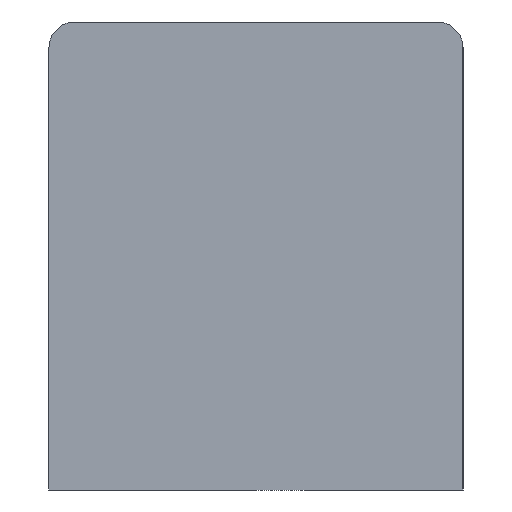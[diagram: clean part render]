
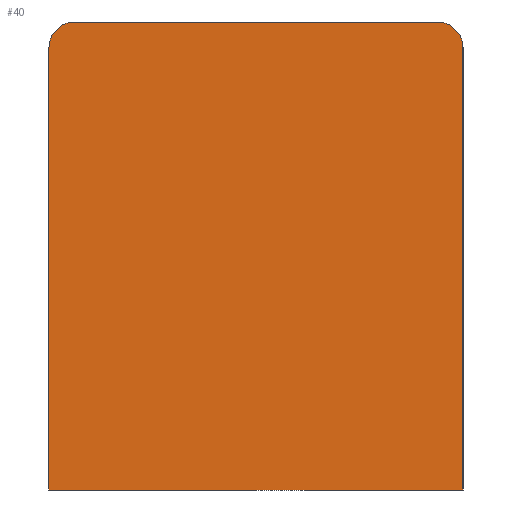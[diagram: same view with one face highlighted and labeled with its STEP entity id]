
A CAD part, left-side view. The second image highlights one B-rep face of the part: STEP entity #40.
In plain terms, the highlighted planar face has unit normal (-1, 0, 0).
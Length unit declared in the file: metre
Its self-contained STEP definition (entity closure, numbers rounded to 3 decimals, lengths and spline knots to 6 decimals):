
#40 = ADVANCED_FACE( '', ( #77 ), #78, .T. );
#77 = FACE_OUTER_BOUND( '', #108, .T. );
#78 = PLANE( '', #109 );
#108 = EDGE_LOOP( '', ( #153, #154, #155, #156, #157, #158 ) );
#109 = AXIS2_PLACEMENT_3D( '', #159, #160, #161 );
#153 = ORIENTED_EDGE( '', *, *, #195, .F. );
#154 = ORIENTED_EDGE( '', *, *, #189, .T. );
#155 = ORIENTED_EDGE( '', *, *, #198, .T. );
#156 = ORIENTED_EDGE( '', *, *, #207, .T. );
#157 = ORIENTED_EDGE( '', *, *, #202, .T. );
#158 = ORIENTED_EDGE( '', *, *, #208, .F. );
#159 = CARTESIAN_POINT( '', ( 0., 0.00805, 0.0182 ) );
#160 = DIRECTION( '', ( -1., 0., 0. ) );
#161 = DIRECTION( '', ( 0., 0., 1. ) );
#189 = EDGE_CURVE( '', #215, #216, #217, .T. );
#195 = EDGE_CURVE( '', #215, #226, #227, .T. );
#198 = EDGE_CURVE( '', #216, #230, #231, .T. );
#202 = EDGE_CURVE( '', #236, #237, #238, .T. );
#207 = EDGE_CURVE( '', #230, #236, #245, .T. );
#208 = EDGE_CURVE( '', #226, #237, #246, .T. );
#215 = VERTEX_POINT( '', #253 );
#216 = VERTEX_POINT( '', #254 );
#217 = CIRCLE( '', #255, 0.001 );
#226 = VERTEX_POINT( '', #267 );
#227 = LINE( '', #268, #269 );
#230 = VERTEX_POINT( '', #273 );
#231 = LINE( '', #274, #275 );
#236 = VERTEX_POINT( '', #282 );
#237 = VERTEX_POINT( '', #283 );
#238 = LINE( '', #284, #285 );
#245 = CIRCLE( '', #295, 0.001 );
#246 = LINE( '', #296, #297 );
#253 = CARTESIAN_POINT( '', ( 0., 0., 0.0172 ) );
#254 = CARTESIAN_POINT( '', ( 0., 0.001, 0.0182 ) );
#255 = AXIS2_PLACEMENT_3D( '', #304, #305, #306 );
#267 = CARTESIAN_POINT( '', ( 0., 0., 0. ) );
#268 = CARTESIAN_POINT( '', ( 0., 0., 0.0182 ) );
#269 = VECTOR( '', #313, 1. );
#273 = CARTESIAN_POINT( '', ( 0., 0.0151, 0.0182 ) );
#274 = CARTESIAN_POINT( '', ( 0., 0.00805, 0.0182 ) );
#275 = VECTOR( '', #315, 1. );
#282 = CARTESIAN_POINT( '', ( 0., 0.0161, 0.0172 ) );
#283 = CARTESIAN_POINT( '', ( 0., 0.0161, 0. ) );
#284 = CARTESIAN_POINT( '', ( 0., 0.0161, 0.0182 ) );
#285 = VECTOR( '', #318, 1. );
#295 = AXIS2_PLACEMENT_3D( '', #322, #323, #324 );
#296 = CARTESIAN_POINT( '', ( 0., 0.00805, 0. ) );
#297 = VECTOR( '', #325, 1. );
#304 = CARTESIAN_POINT( '', ( 0., 0.001, 0.0172 ) );
#305 = DIRECTION( '', ( -1., 0., 0. ) );
#306 = DIRECTION( '', ( 0., 0., 1. ) );
#313 = DIRECTION( '', ( 0., 0., -1. ) );
#315 = DIRECTION( '', ( 0., 1., 0. ) );
#318 = DIRECTION( '', ( 0., 0., -1. ) );
#322 = CARTESIAN_POINT( '', ( 0., 0.0151, 0.0172 ) );
#323 = DIRECTION( '', ( -1., 0., 0. ) );
#324 = DIRECTION( '', ( 0., 0., 1. ) );
#325 = DIRECTION( '', ( 0., 1., 0. ) );
